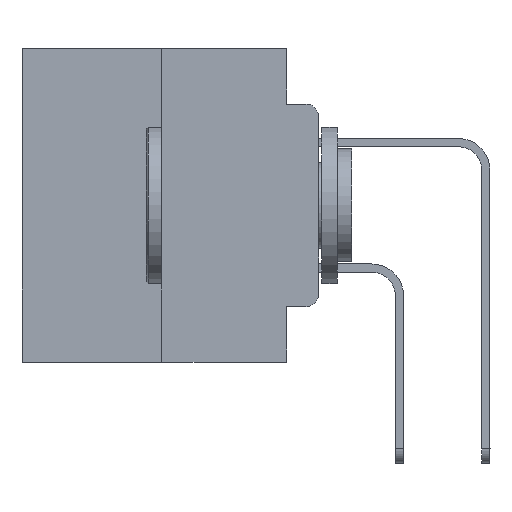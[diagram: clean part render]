
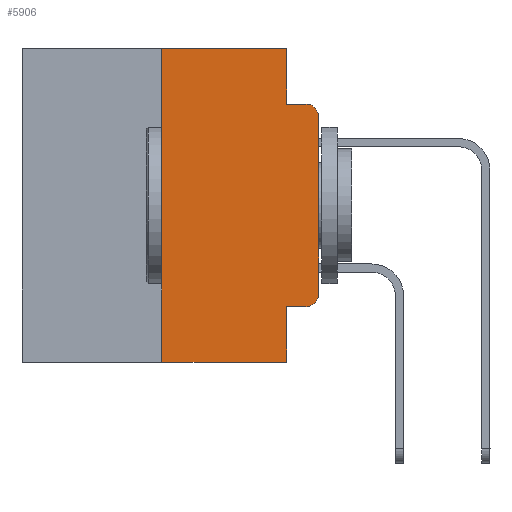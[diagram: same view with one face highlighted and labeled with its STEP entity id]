
A CAD part, left-side view. The second image highlights one B-rep face of the part: STEP entity #5906.
In plain terms, the highlighted planar face has unit normal (-1, 0, 0).
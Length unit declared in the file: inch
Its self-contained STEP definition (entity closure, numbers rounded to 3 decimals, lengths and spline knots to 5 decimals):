
#49 = DIRECTION ( 'NONE',  ( 0., 0., -1. ) ) ;
#477 = CARTESIAN_POINT ( 'NONE',  ( 0., 0.02, -0.0885 ) ) ;
#501 = CARTESIAN_POINT ( 'NONE',  ( 0., 0.051, 0. ) ) ;
#638 = DIRECTION ( 'NONE',  ( 0., 0., -1. ) ) ;
#897 = CARTESIAN_POINT ( 'NONE',  ( 0., 0.051, -0.5 ) ) ;
#1411 = VECTOR ( 'NONE', #26957, 39.37008 ) ;
#1857 = VERTEX_POINT ( 'NONE', #12851 ) ;
#2422 = ORIENTED_EDGE ( 'NONE', *, *, #16266, .T. ) ;
#2977 = VECTOR ( 'NONE', #10549, 39.37008 ) ;
#3181 = CARTESIAN_POINT ( 'NONE',  ( 0., 0.473, -0.5 ) ) ;
#3551 = VECTOR ( 'NONE', #638, 39.37008 ) ;
#3592 = VERTEX_POINT ( 'NONE', #13409 ) ;
#4363 = CARTESIAN_POINT ( 'NONE',  ( 0., 0.051, -0.0885 ) ) ;
#4540 = CARTESIAN_POINT ( 'NONE',  ( 0., 0.25, 0. ) ) ;
#4625 = EDGE_CURVE ( 'NONE', #19651, #28648, #5540, .T. ) ;
#4879 = VERTEX_POINT ( 'NONE', #28335 ) ;
#5054 = EDGE_CURVE ( 'NONE', #16332, #3592, #11052, .T. ) ;
#5224 = AXIS2_PLACEMENT_3D ( 'NONE', #28845, #11120, #26779 ) ;
#5234 = EDGE_CURVE ( 'NONE', #24911, #24907, #21341, .T. ) ;
#5354 = EDGE_CURVE ( 'NONE', #1857, #12756, #24174, .T. ) ;
#5540 = CIRCLE ( 'NONE', #12151, 0.02 ) ;
#5606 = VERTEX_POINT ( 'NONE', #25170 ) ;
#5862 = CARTESIAN_POINT ( 'NONE',  ( 0., 0., 0. ) ) ;
#5906 = ADVANCED_FACE ( 'NONE', ( #17617 ), #28981, .F. ) ;
#5909 = DIRECTION ( 'NONE',  ( 0., -1., 0. ) ) ;
#6789 = DIRECTION ( 'NONE',  ( -1., 0., 0. ) ) ;
#6968 = CARTESIAN_POINT ( 'NONE',  ( 0., 0.473, 0. ) ) ;
#6993 = EDGE_CURVE ( 'NONE', #16332, #24907, #23393, .T. ) ;
#7365 = ORIENTED_EDGE ( 'NONE', *, *, #5354, .F. ) ;
#8563 = EDGE_CURVE ( 'NONE', #28648, #5606, #22235, .T. ) ;
#9156 = DIRECTION ( 'NONE',  ( 0., 0., -1. ) ) ;
#10091 = ORIENTED_EDGE ( 'NONE', *, *, #5054, .F. ) ;
#10549 = DIRECTION ( 'NONE',  ( 0., -1., 0. ) ) ;
#10698 = VECTOR ( 'NONE', #12969, 39.37008 ) ;
#10938 = CARTESIAN_POINT ( 'NONE',  ( 0., 0.02, -0.3915 ) ) ;
#11052 = LINE ( 'NONE', #4540, #22585 ) ;
#11120 = DIRECTION ( 'NONE',  ( 1., 0., 0. ) ) ;
#12151 = AXIS2_PLACEMENT_3D ( 'NONE', #10938, #6789, #9156 ) ;
#12211 = CARTESIAN_POINT ( 'NONE',  ( 0., 0.051, 0. ) ) ;
#12756 = VERTEX_POINT ( 'NONE', #477 ) ;
#12851 = CARTESIAN_POINT ( 'NONE',  ( 0., 0.051, -0.0885 ) ) ;
#12969 = DIRECTION ( 'NONE',  ( 0., 0., 1. ) ) ;
#13409 = CARTESIAN_POINT ( 'NONE',  ( 0., 0.25, 0. ) ) ;
#13855 = CARTESIAN_POINT ( 'NONE',  ( 0., 0.02, -0.4115 ) ) ;
#13984 = EDGE_CURVE ( 'NONE', #3592, #4879, #20409, .T. ) ;
#14092 = AXIS2_PLACEMENT_3D ( 'NONE', #24406, #15974, #49 ) ;
#14171 = CARTESIAN_POINT ( 'NONE',  ( 0., 0.051, -0.4115 ) ) ;
#15334 = EDGE_LOOP ( 'NONE', ( #18732, #19370, #7365, #28164, #18669, #10091, #17258, #17250, #2422, #22374 ) ) ;
#15341 = DIRECTION ( 'NONE',  ( 0., 0., 1. ) ) ;
#15974 = DIRECTION ( 'NONE',  ( -1., 0., 0. ) ) ;
#16266 = EDGE_CURVE ( 'NONE', #24911, #19651, #16399, .T. ) ;
#16304 = VECTOR ( 'NONE', #5909, 39.37008 ) ;
#16332 = VERTEX_POINT ( 'NONE', #24069 ) ;
#16399 = LINE ( 'NONE', #14171, #16304 ) ;
#16547 = CARTESIAN_POINT ( 'NONE',  ( 0., 0.051, -0.4115 ) ) ;
#17073 = DIRECTION ( 'NONE',  ( 0., 0., -1. ) ) ;
#17250 = ORIENTED_EDGE ( 'NONE', *, *, #5234, .F. ) ;
#17258 = ORIENTED_EDGE ( 'NONE', *, *, #6993, .T. ) ;
#17617 = FACE_OUTER_BOUND ( 'NONE', #15334, .T. ) ;
#17624 = EDGE_CURVE ( 'NONE', #4879, #1857, #22932, .T. ) ;
#18669 = ORIENTED_EDGE ( 'NONE', *, *, #13984, .F. ) ;
#18732 = ORIENTED_EDGE ( 'NONE', *, *, #8563, .T. ) ;
#18847 = VECTOR ( 'NONE', #17073, 39.37008 ) ;
#19370 = ORIENTED_EDGE ( 'NONE', *, *, #21438, .T. ) ;
#19651 = VERTEX_POINT ( 'NONE', #13855 ) ;
#20409 = LINE ( 'NONE', #6968, #26589 ) ;
#21172 = CIRCLE ( 'NONE', #14092, 0.02 ) ;
#21341 = LINE ( 'NONE', #12211, #18847 ) ;
#21438 = EDGE_CURVE ( 'NONE', #5606, #12756, #21172, .T. ) ;
#22235 = LINE ( 'NONE', #5862, #10698 ) ;
#22374 = ORIENTED_EDGE ( 'NONE', *, *, #4625, .T. ) ;
#22585 = VECTOR ( 'NONE', #15341, 39.37008 ) ;
#22932 = LINE ( 'NONE', #501, #3551 ) ;
#23393 = LINE ( 'NONE', #3181, #2977 ) ;
#24069 = CARTESIAN_POINT ( 'NONE',  ( 0., 0.25, -0.5 ) ) ;
#24174 = LINE ( 'NONE', #4363, #1411 ) ;
#24406 = CARTESIAN_POINT ( 'NONE',  ( 0., 0.02, -0.1085 ) ) ;
#24907 = VERTEX_POINT ( 'NONE', #897 ) ;
#24911 = VERTEX_POINT ( 'NONE', #16547 ) ;
#25170 = CARTESIAN_POINT ( 'NONE',  ( 0., 0., -0.1085 ) ) ;
#26589 = VECTOR ( 'NONE', #27351, 39.37008 ) ;
#26779 = DIRECTION ( 'NONE',  ( 0., 0., -1. ) ) ;
#26810 = CARTESIAN_POINT ( 'NONE',  ( 0., 0., -0.3915 ) ) ;
#26957 = DIRECTION ( 'NONE',  ( 0., -1., 0. ) ) ;
#27351 = DIRECTION ( 'NONE',  ( 0., -1., 0. ) ) ;
#28164 = ORIENTED_EDGE ( 'NONE', *, *, #17624, .F. ) ;
#28335 = CARTESIAN_POINT ( 'NONE',  ( 0., 0.051, 0. ) ) ;
#28648 = VERTEX_POINT ( 'NONE', #26810 ) ;
#28845 = CARTESIAN_POINT ( 'NONE',  ( 0., 0.473, 0. ) ) ;
#28981 = PLANE ( 'NONE',  #5224 ) ;
